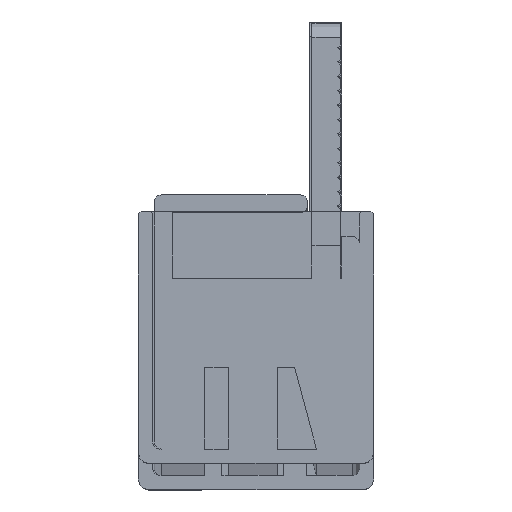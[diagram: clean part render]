
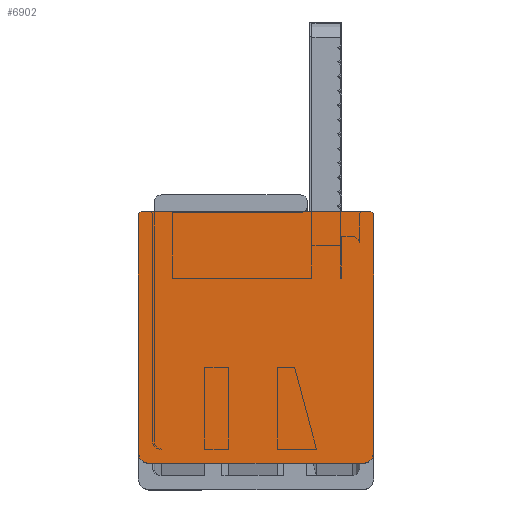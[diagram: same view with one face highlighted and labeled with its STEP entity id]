
A CAD part, top view. The second image highlights one B-rep face of the part: STEP entity #6902.
In plain terms, the highlighted planar face has unit normal (0, 0, 1).
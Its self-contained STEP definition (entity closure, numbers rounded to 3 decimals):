
#903 = EDGE_CURVE ( 'NONE', #48403, #48369, #84233, .T. ) ;
#1019 = EDGE_CURVE ( 'NONE', #48344, #48335, #84384, .T. ) ;
#1145 = EDGE_CURVE ( 'NONE', #48369, #48344, #22543, .T. ) ;
#1156 = EDGE_CURVE ( 'NONE', #48404, #48390, #84537, .T. ) ;
#1162 = EDGE_CURVE ( 'NONE', #48389, #48335, #22604, .T. ) ;
#1169 = EDGE_CURVE ( 'NONE', #48404, #48320, #22658, .T. ) ;
#1189 = EDGE_CURVE ( 'NONE', #48389, #48320, #84715, .T. ) ;
#1191 = EDGE_CURVE ( 'NONE', #48390, #48403, #22665, .T. ) ;
#6902 = ADVANCED_FACE ( 'NONE', ( #38321 ), #38323, .F. ) ;
#21898 = AXIS2_PLACEMENT_3D ( 'NONE', #38299, #38310, #38345 ) ;
#22529 = CARTESIAN_POINT ( 'NONE',  ( 14.666, -11.046, 219. ) ) ;
#22533 = DIRECTION ( 'NONE',  ( 0., -1., 0. ) ) ;
#22543 = LINE ( 'NONE', #22529, #84500 ) ;
#22561 = DIRECTION ( 'NONE',  ( 0., -1., 0. ) ) ;
#22576 = DIRECTION ( 'NONE',  ( 0., 0., -1. ) ) ;
#22585 = CARTESIAN_POINT ( 'NONE',  ( -1.734, -11.046, 219. ) ) ;
#22595 = DIRECTION ( 'NONE',  ( 1., 0., 0. ) ) ;
#22604 = LINE ( 'NONE', #22640, #84469 ) ;
#22614 = CARTESIAN_POINT ( 'NONE',  ( -1.534, 16.3, 219. ) ) ;
#22640 = CARTESIAN_POINT ( 'NONE',  ( 6.466, -1., 219. ) ) ;
#22650 = DIRECTION ( 'NONE',  ( 1., 0., 0. ) ) ;
#22658 = LINE ( 'NONE', #22585, #84577 ) ;
#22665 = LINE ( 'NONE', #22743, #84686 ) ;
#22673 = DIRECTION ( 'NONE',  ( 1., 0., 0. ) ) ;
#22687 = DIRECTION ( 'NONE',  ( 0., 0., -1. ) ) ;
#22709 = DIRECTION ( 'NONE',  ( 1., 0., 0. ) ) ;
#22743 = CARTESIAN_POINT ( 'NONE',  ( 6.466, 16.5, 219. ) ) ;
#22758 = CARTESIAN_POINT ( 'NONE',  ( -0.984, -0.25, 219. ) ) ;
#27725 = CARTESIAN_POINT ( 'NONE',  ( 14.466, 16.3, 219. ) ) ;
#27727 = DIRECTION ( 'NONE',  ( 0., 0., -1. ) ) ;
#27728 = DIRECTION ( 'NONE',  ( 1., 0., 0. ) ) ;
#27877 = DIRECTION ( 'NONE',  ( 0., 0., -1. ) ) ;
#27894 = DIRECTION ( 'NONE',  ( 1., 0., 0. ) ) ;
#27919 = CARTESIAN_POINT ( 'NONE',  ( 13.916, -0.25, 219. ) ) ;
#38299 = CARTESIAN_POINT ( 'NONE',  ( 6.466, -11.046, 219. ) ) ;
#38310 = DIRECTION ( 'NONE',  ( 0., 0., -1. ) ) ;
#38321 = FACE_OUTER_BOUND ( 'NONE', #49465, .T. ) ;
#38323 = PLANE ( 'NONE',  #21898 ) ;
#38345 = DIRECTION ( 'NONE',  ( -1., 0., 0. ) ) ;
#48320 = VERTEX_POINT ( 'NONE', #70210 ) ;
#48335 = VERTEX_POINT ( 'NONE', #70226 ) ;
#48344 = VERTEX_POINT ( 'NONE', #70240 ) ;
#48369 = VERTEX_POINT ( 'NONE', #70220 ) ;
#48389 = VERTEX_POINT ( 'NONE', #70311 ) ;
#48390 = VERTEX_POINT ( 'NONE', #70314 ) ;
#48403 = VERTEX_POINT ( 'NONE', #70276 ) ;
#48404 = VERTEX_POINT ( 'NONE', #70309 ) ;
#49465 = EDGE_LOOP ( 'NONE', ( #72006, #71939, #71997, #71945, #71965, #71951, #71948, #71938 ) ) ;
#70210 = CARTESIAN_POINT ( 'NONE',  ( -1.734, -0.25, 219. ) ) ;
#70220 = CARTESIAN_POINT ( 'NONE',  ( 14.666, 16.3, 219. ) ) ;
#70226 = CARTESIAN_POINT ( 'NONE',  ( 13.916, -1., 219. ) ) ;
#70240 = CARTESIAN_POINT ( 'NONE',  ( 14.666, -0.25, 219. ) ) ;
#70276 = CARTESIAN_POINT ( 'NONE',  ( 14.466, 16.5, 219. ) ) ;
#70309 = CARTESIAN_POINT ( 'NONE',  ( -1.734, 16.3, 219. ) ) ;
#70311 = CARTESIAN_POINT ( 'NONE',  ( -0.984, -1., 219. ) ) ;
#70314 = CARTESIAN_POINT ( 'NONE',  ( -1.534, 16.5, 219. ) ) ;
#71938 = ORIENTED_EDGE ( 'NONE', *, *, #1191, .F. ) ;
#71939 = ORIENTED_EDGE ( 'NONE', *, *, #1169, .T. ) ;
#71945 = ORIENTED_EDGE ( 'NONE', *, *, #1162, .T. ) ;
#71948 = ORIENTED_EDGE ( 'NONE', *, *, #903, .F. ) ;
#71951 = ORIENTED_EDGE ( 'NONE', *, *, #1145, .F. ) ;
#71965 = ORIENTED_EDGE ( 'NONE', *, *, #1019, .F. ) ;
#71997 = ORIENTED_EDGE ( 'NONE', *, *, #1189, .F. ) ;
#72006 = ORIENTED_EDGE ( 'NONE', *, *, #1156, .F. ) ;
#84233 = CIRCLE ( 'NONE', #84293, 0.2 ) ;
#84293 = AXIS2_PLACEMENT_3D ( 'NONE', #27725, #27727, #27728 ) ;
#84384 = CIRCLE ( 'NONE', #84441, 0.75 ) ;
#84441 = AXIS2_PLACEMENT_3D ( 'NONE', #27919, #27877, #27894 ) ;
#84469 = VECTOR ( 'NONE', #22650, 1000. ) ;
#84500 = VECTOR ( 'NONE', #22533, 1000. ) ;
#84537 = CIRCLE ( 'NONE', #84539, 0.2 ) ;
#84539 = AXIS2_PLACEMENT_3D ( 'NONE', #22614, #22576, #22595 ) ;
#84577 = VECTOR ( 'NONE', #22561, 1000. ) ;
#84686 = VECTOR ( 'NONE', #22709, 1000. ) ;
#84710 = AXIS2_PLACEMENT_3D ( 'NONE', #22758, #22687, #22673 ) ;
#84715 = CIRCLE ( 'NONE', #84710, 0.75 ) ;
